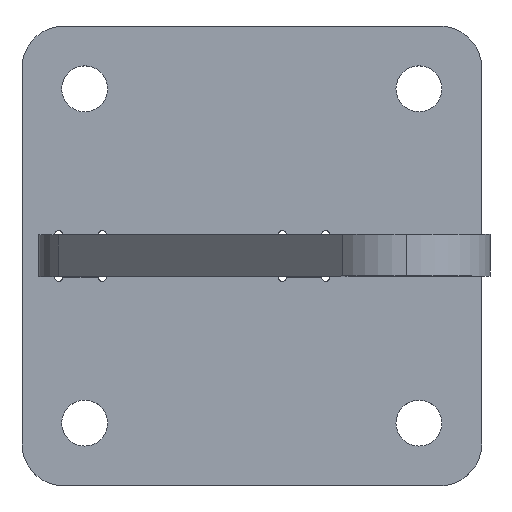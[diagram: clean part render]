
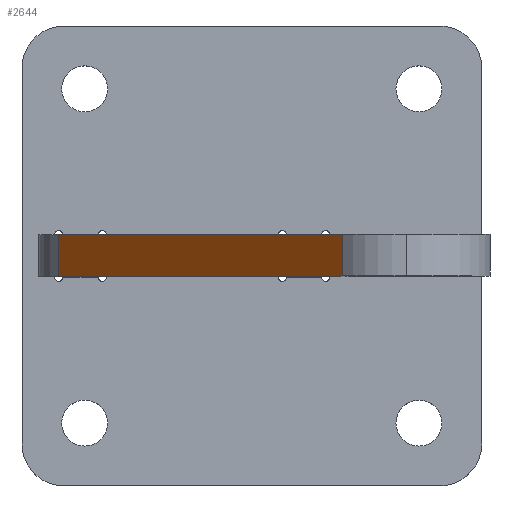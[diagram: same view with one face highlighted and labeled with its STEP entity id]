
A CAD part, top view. The second image highlights one B-rep face of the part: STEP entity #2644.
In plain terms, the highlighted face is planar.
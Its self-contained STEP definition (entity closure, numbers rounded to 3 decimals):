
#4 = VERTEX_POINT ( 'NONE', #1129 ) ;
#6 = EDGE_CURVE ( 'NONE', #4, #734, #1963, .T. ) ;
#107 = LINE ( 'NONE', #2031, #2808 ) ;
#734 = VERTEX_POINT ( 'NONE', #981 ) ;
#850 = ORIENTED_EDGE ( 'NONE', *, *, #1053, .T. ) ;
#948 = VECTOR ( 'NONE', #1752, 1000. ) ;
#956 = LINE ( 'NONE', #2177, #948 ) ;
#981 = CARTESIAN_POINT ( 'NONE',  ( -83.321, 5., 68.183 ) ) ;
#1053 = EDGE_CURVE ( 'NONE', #1397, #4, #1352, .T. ) ;
#1129 = CARTESIAN_POINT ( 'NONE',  ( -83.321, -5., 68.183 ) ) ;
#1338 = VECTOR ( 'NONE', #2454, 1000. ) ;
#1352 = LINE ( 'NONE', #2887, #1338 ) ;
#1356 = CARTESIAN_POINT ( 'NONE',  ( -83.321, 5., 68.183 ) ) ;
#1397 = VERTEX_POINT ( 'NONE', #2669 ) ;
#1400 = CARTESIAN_POINT ( 'NONE',  ( -15.321, 5., -12.856 ) ) ;
#1483 = VERTEX_POINT ( 'NONE', #1400 ) ;
#1496 = EDGE_CURVE ( 'NONE', #1483, #1397, #956, .T. ) ;
#1516 = AXIS2_PLACEMENT_3D ( 'NONE', #2671, #1682, #1925 ) ;
#1652 = FACE_OUTER_BOUND ( 'NONE', #2008, .T. ) ;
#1682 = DIRECTION ( 'NONE',  ( 0.766, 0., 0.643 ) ) ;
#1752 = DIRECTION ( 'NONE',  ( 0., -1., 0. ) ) ;
#1890 = DIRECTION ( 'NONE',  ( -0.643, 0., 0.766 ) ) ;
#1925 = DIRECTION ( 'NONE',  ( 0.643, 0., -0.766 ) ) ;
#1963 = LINE ( 'NONE', #1356, #2084 ) ;
#2008 = EDGE_LOOP ( 'NONE', ( #850, #2443, #2770, #2718 ) ) ;
#2011 = PLANE ( 'NONE',  #1516 ) ;
#2031 = CARTESIAN_POINT ( 'NONE',  ( -110.865, 5., 101.009 ) ) ;
#2084 = VECTOR ( 'NONE', #2357, 1000. ) ;
#2177 = CARTESIAN_POINT ( 'NONE',  ( -15.321, 5., -12.856 ) ) ;
#2357 = DIRECTION ( 'NONE',  ( 0., 1., 0. ) ) ;
#2443 = ORIENTED_EDGE ( 'NONE', *, *, #6, .T. ) ;
#2454 = DIRECTION ( 'NONE',  ( -0.643, 0., 0.766 ) ) ;
#2644 = ADVANCED_FACE ( 'NONE', ( #1652 ), #2011, .F. ) ;
#2669 = CARTESIAN_POINT ( 'NONE',  ( -15.321, -5., -12.856 ) ) ;
#2671 = CARTESIAN_POINT ( 'NONE',  ( -110.865, 5., 101.009 ) ) ;
#2718 = ORIENTED_EDGE ( 'NONE', *, *, #1496, .T. ) ;
#2770 = ORIENTED_EDGE ( 'NONE', *, *, #2869, .F. ) ;
#2808 = VECTOR ( 'NONE', #1890, 1000. ) ;
#2869 = EDGE_CURVE ( 'NONE', #1483, #734, #107, .T. ) ;
#2887 = CARTESIAN_POINT ( 'NONE',  ( -110.865, -5., 101.009 ) ) ;
